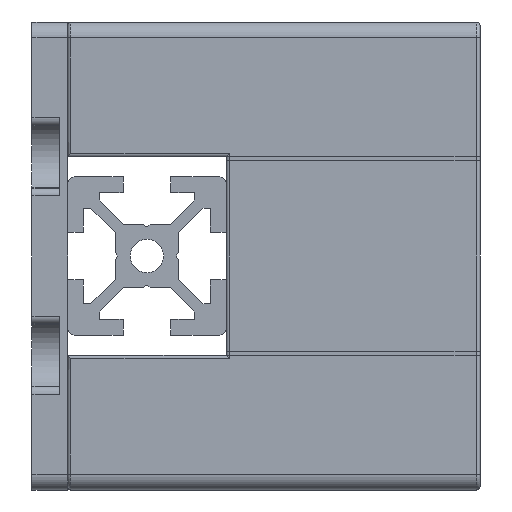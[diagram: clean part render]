
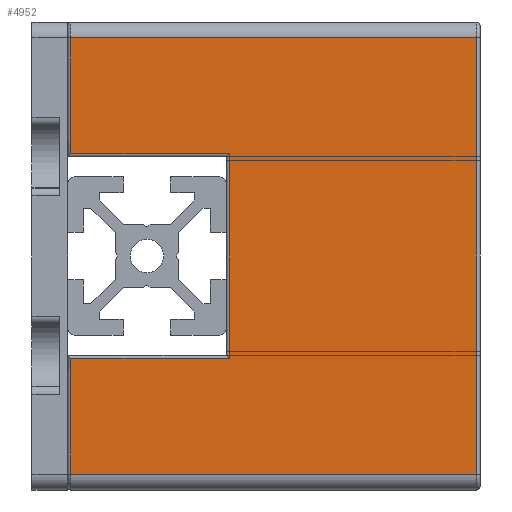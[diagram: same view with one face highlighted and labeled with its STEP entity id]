
A CAD part, left-side view. The second image highlights one B-rep face of the part: STEP entity #4952.
In plain terms, the highlighted planar face has unit normal (-1, 0, 0).
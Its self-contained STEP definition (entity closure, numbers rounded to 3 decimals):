
#374=FACE_OUTER_BOUND('',#665,.T.);
#665=EDGE_LOOP('',(#3963,#3964,#3965,#3966,#3967,#3968,#3969,#3970));
#1312=LINE('',#7872,#1806);
#1314=LINE('',#7881,#1808);
#1318=LINE('',#7907,#1812);
#1321=LINE('',#7916,#1815);
#1326=LINE('',#7937,#1820);
#1327=LINE('',#7942,#1821);
#1339=LINE('',#7996,#1833);
#1341=LINE('',#8001,#1835);
#1806=VECTOR('',#6288,10.);
#1808=VECTOR('',#6296,10.);
#1812=VECTOR('',#6330,10.);
#1815=VECTOR('',#6341,10.);
#1820=VECTOR('',#6370,10.);
#1821=VECTOR('',#6377,10.);
#1833=VECTOR('',#6441,10.);
#1835=VECTOR('',#6449,10.);
#2269=VERTEX_POINT('',#7870);
#2270=VERTEX_POINT('',#7871);
#2273=VERTEX_POINT('',#7879);
#2274=VERTEX_POINT('',#7880);
#2281=VERTEX_POINT('',#7906);
#2286=VERTEX_POINT('',#7930);
#2288=VERTEX_POINT('',#7941);
#2303=VERTEX_POINT('',#7989);
#2835=EDGE_CURVE('',#2269,#2270,#1312,.T.);
#2839=EDGE_CURVE('',#2273,#2274,#1314,.T.);
#2853=EDGE_CURVE('',#2281,#2273,#1318,.T.);
#2858=EDGE_CURVE('',#2270,#2281,#1321,.T.);
#2870=EDGE_CURVE('',#2286,#2269,#1326,.T.);
#2872=EDGE_CURVE('',#2274,#2288,#1327,.T.);
#2900=EDGE_CURVE('',#2288,#2303,#1339,.T.);
#2903=EDGE_CURVE('',#2303,#2286,#1341,.T.);
#3963=ORIENTED_EDGE('',*,*,#2870,.F.);
#3964=ORIENTED_EDGE('',*,*,#2903,.F.);
#3965=ORIENTED_EDGE('',*,*,#2900,.F.);
#3966=ORIENTED_EDGE('',*,*,#2872,.F.);
#3967=ORIENTED_EDGE('',*,*,#2839,.F.);
#3968=ORIENTED_EDGE('',*,*,#2853,.F.);
#3969=ORIENTED_EDGE('',*,*,#2858,.F.);
#3970=ORIENTED_EDGE('',*,*,#2835,.F.);
#4749=PLANE('',#5365);
#4952=ADVANCED_FACE('',(#374),#4749,.T.);
#5365=AXIS2_PLACEMENT_3D('',#8002,#6450,#6451);
#6288=DIRECTION('',(0.,-1.,0.));
#6296=DIRECTION('',(0.,0.,1.));
#6330=DIRECTION('',(0.,1.,0.));
#6341=DIRECTION('',(0.,0.,1.));
#6370=DIRECTION('',(0.,0.,1.));
#6377=DIRECTION('',(0.,-1.,0.));
#6441=DIRECTION('',(0.,0.,-1.));
#6449=DIRECTION('',(0.,1.,0.));
#6450=DIRECTION('center_axis',(-1.,0.,0.));
#6451=DIRECTION('ref_axis',(0.,0.,1.));
#7870=CARTESIAN_POINT('',(-16.,60.1,-12.9));
#7871=CARTESIAN_POINT('',(-16.,40.1,-12.9));
#7872=CARTESIAN_POINT('',(-16.,34.5,-12.9));
#7879=CARTESIAN_POINT('',(-16.,60.1,12.9));
#7880=CARTESIAN_POINT('',(-16.,60.1,27.5));
#7881=CARTESIAN_POINT('',(-16.,60.1,-14.75));
#7906=CARTESIAN_POINT('',(-16.,40.1,12.9));
#7907=CARTESIAN_POINT('',(-16.,34.5,12.9));
#7916=CARTESIAN_POINT('',(-16.,40.1,-14.75));
#7930=CARTESIAN_POINT('',(-16.,60.1,-27.5));
#7937=CARTESIAN_POINT('',(-16.,60.1,-14.75));
#7941=CARTESIAN_POINT('',(-16.,8.9,27.5));
#7942=CARTESIAN_POINT('',(-16.,8.5,27.5));
#7989=CARTESIAN_POINT('',(-16.,8.9,-27.5));
#7996=CARTESIAN_POINT('',(-16.,8.9,-14.75));
#8001=CARTESIAN_POINT('',(-16.,8.5,-27.5));
#8002=CARTESIAN_POINT('Origin',(-16.,8.5,-29.5));
